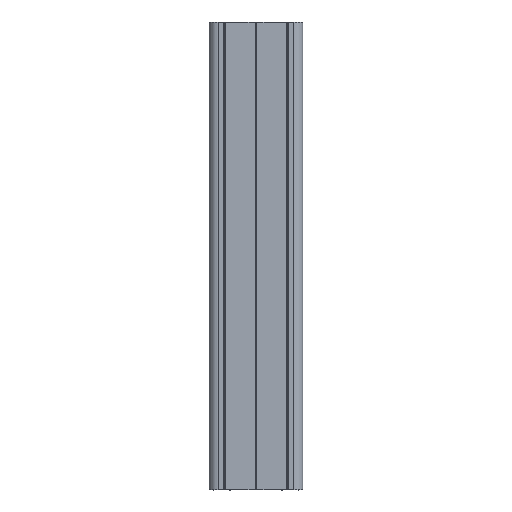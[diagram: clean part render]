
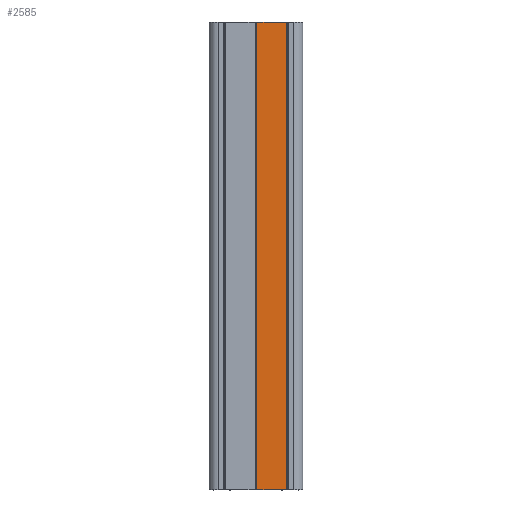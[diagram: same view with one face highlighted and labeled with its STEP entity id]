
A CAD part, top view. The second image highlights one B-rep face of the part: STEP entity #2585.
In plain terms, the highlighted planar face has unit normal (0, 0, 1).
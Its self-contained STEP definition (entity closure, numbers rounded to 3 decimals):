
#38 = AXIS2_PLACEMENT_3D ( 'NONE', #2994, #989, #2701 ) ;
#69 = EDGE_CURVE ( 'NONE', #3198, #2166, #1562, .T. ) ;
#79 = CARTESIAN_POINT ( 'NONE',  ( 13.039, 0., 20. ) ) ;
#238 = EDGE_CURVE ( 'NONE', #3198, #1094, #1736, .T. ) ;
#330 = LINE ( 'NONE', #2074, #931 ) ;
#331 = ORIENTED_EDGE ( 'NONE', *, *, #238, .T. ) ;
#388 = CARTESIAN_POINT ( 'NONE',  ( 0.361, 0., 20. ) ) ;
#447 = VECTOR ( 'NONE', #1608, 1000. ) ;
#613 = EDGE_CURVE ( 'NONE', #2489, #2166, #3173, .T. ) ;
#931 = VECTOR ( 'NONE', #1503, 1000. ) ;
#944 = CARTESIAN_POINT ( 'NONE',  ( 0.361, 200., 20. ) ) ;
#989 = DIRECTION ( 'NONE',  ( 0., 0., 1. ) ) ;
#1094 = VERTEX_POINT ( 'NONE', #388 ) ;
#1104 = VECTOR ( 'NONE', #3086, 1000. ) ;
#1122 = EDGE_CURVE ( 'NONE', #1094, #2489, #330, .T. ) ;
#1228 = EDGE_LOOP ( 'NONE', ( #2654, #3243, #2418, #331 ) ) ;
#1236 = CARTESIAN_POINT ( 'NONE',  ( 13.039, 200., 20. ) ) ;
#1503 = DIRECTION ( 'NONE',  ( 1., 0., 0. ) ) ;
#1562 = LINE ( 'NONE', #3309, #447 ) ;
#1608 = DIRECTION ( 'NONE',  ( 1., 0., 0. ) ) ;
#1660 = VECTOR ( 'NONE', #1842, 1000. ) ;
#1736 = LINE ( 'NONE', #1954, #1104 ) ;
#1842 = DIRECTION ( 'NONE',  ( 0., 1., 0. ) ) ;
#1954 = CARTESIAN_POINT ( 'NONE',  ( 0.361, 0., 20. ) ) ;
#2074 = CARTESIAN_POINT ( 'NONE',  ( 0., 0., 20. ) ) ;
#2166 = VERTEX_POINT ( 'NONE', #1236 ) ;
#2418 = ORIENTED_EDGE ( 'NONE', *, *, #69, .F. ) ;
#2489 = VERTEX_POINT ( 'NONE', #79 ) ;
#2585 = ADVANCED_FACE ( 'NONE', ( #3539 ), #2955, .T. ) ;
#2654 = ORIENTED_EDGE ( 'NONE', *, *, #1122, .T. ) ;
#2701 = DIRECTION ( 'NONE',  ( 1., 0., 0. ) ) ;
#2955 = PLANE ( 'NONE',  #38 ) ;
#2974 = CARTESIAN_POINT ( 'NONE',  ( 13.039, 0., 20. ) ) ;
#2994 = CARTESIAN_POINT ( 'NONE',  ( 0.361, 0., 20. ) ) ;
#3086 = DIRECTION ( 'NONE',  ( 0., -1., 0. ) ) ;
#3173 = LINE ( 'NONE', #2974, #1660 ) ;
#3198 = VERTEX_POINT ( 'NONE', #944 ) ;
#3243 = ORIENTED_EDGE ( 'NONE', *, *, #613, .T. ) ;
#3309 = CARTESIAN_POINT ( 'NONE',  ( 0., 200., 20. ) ) ;
#3539 = FACE_OUTER_BOUND ( 'NONE', #1228, .T. ) ;
